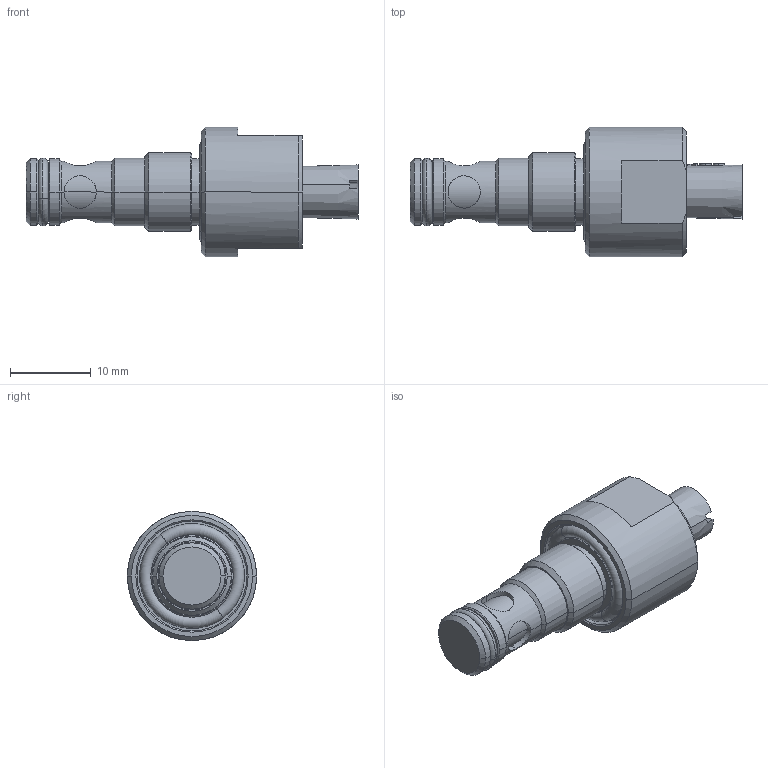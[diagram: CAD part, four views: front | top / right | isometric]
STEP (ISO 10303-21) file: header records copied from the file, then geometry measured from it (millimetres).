
FILE_DESCRIPTION(('STEP AP242'),'1');
FILE_NAME('coval_cvp90x14.stp','2020-06-01T20:07:45',('TraceParts'),('TraceParts S.A.'),'Spatial InterOp 3D',' ',' ');
FILE_SCHEMA(('AP242_MANAGED_MODEL_BASED_3D_ENGINEERING_MIM_LF {1 0 10303 442 1 1 4}'));
Length unit declared in the file: millimetre
Products named in the file (1): coval_cvp90x14_1
Bounding box: 41.1 x 16 x 16 mm (x, y, z)
Volume: 2980.5 mm3; surface area: 2808.2 mm2
Topology: 3 solids, 3 shells, 168 faces, 422 edges, 268 vertices
Faces by surface type: bspline 52, cone 45, cylinder 36, plane 23, torus 12
Entity records: 9566 total; most frequent: CARTESIAN_POINT 4646, ORIENTED_EDGE 844, DIRECTION 550, EDGE_CURVE 422, VERTEX_POINT 268, AXIS2_PLACEMENT_3D 229, B_SPLINE_CURVE_WITH_KNOTS 220, EDGE_LOOP 180
